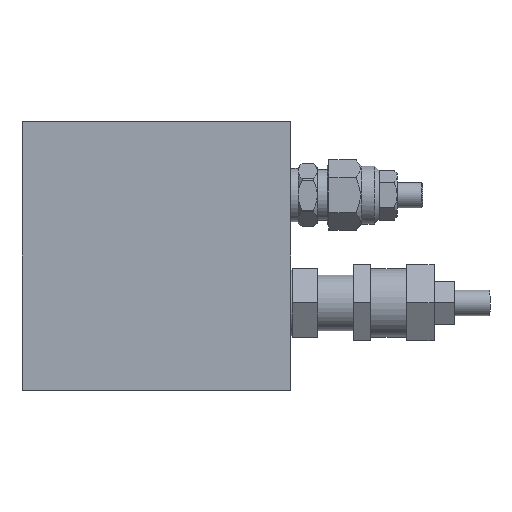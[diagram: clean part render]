
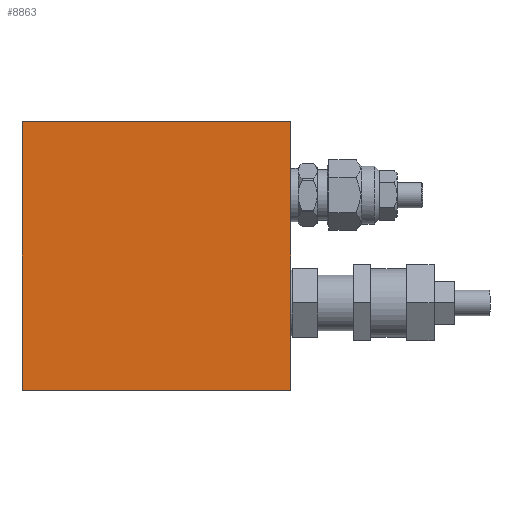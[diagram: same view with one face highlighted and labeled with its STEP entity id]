
A CAD part, left-side view. The second image highlights one B-rep face of the part: STEP entity #8863.
In plain terms, the highlighted planar face has unit normal (-1, 0, 0).
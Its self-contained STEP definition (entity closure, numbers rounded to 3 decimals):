
#740=LINE('',#12890,#1516);
#741=LINE('',#12893,#1517);
#742=LINE('',#12895,#1518);
#743=LINE('',#12897,#1519);
#1516=VECTOR('',#10611,1000.);
#1517=VECTOR('',#10612,1000.);
#1518=VECTOR('',#10613,1000.);
#1519=VECTOR('',#10614,1000.);
#2741=ORIENTED_EDGE('',*,*,#5005,.T.);
#2742=ORIENTED_EDGE('',*,*,#5006,.F.);
#2743=ORIENTED_EDGE('',*,*,#5007,.F.);
#2744=ORIENTED_EDGE('',*,*,#5008,.F.);
#5005=EDGE_CURVE('',#6187,#6188,#740,.T.);
#5006=EDGE_CURVE('',#6189,#6188,#741,.T.);
#5007=EDGE_CURVE('',#6190,#6189,#742,.T.);
#5008=EDGE_CURVE('',#6187,#6190,#743,.T.);
#6187=VERTEX_POINT('',#12891);
#6188=VERTEX_POINT('',#12892);
#6189=VERTEX_POINT('',#12894);
#6190=VERTEX_POINT('',#12896);
#7173=EDGE_LOOP('',(#2741,#2742,#2743,#2744));
#7846=FACE_BOUND('',#7173,.T.);
#8471=PLANE('',#9525);
#8863=ADVANCED_FACE('',(#7846),#8471,.F.);
#9525=AXIS2_PLACEMENT_3D('',#12889,#10609,#10610);
#10609=DIRECTION('',(1.,0.,0.));
#10610=DIRECTION('',(0.,0.,-1.));
#10611=DIRECTION('',(0.,0.,-1.));
#10612=DIRECTION('',(0.,1.,0.));
#10613=DIRECTION('',(0.,0.,-1.));
#10614=DIRECTION('',(0.,-1.,0.));
#12889=CARTESIAN_POINT('',(321.,53.,98.));
#12890=CARTESIAN_POINT('',(321.,106.,98.));
#12891=CARTESIAN_POINT('',(321.,106.,151.));
#12892=CARTESIAN_POINT('',(321.,106.,45.));
#12893=CARTESIAN_POINT('',(321.,53.,45.));
#12894=CARTESIAN_POINT('',(321.,0.,45.));
#12895=CARTESIAN_POINT('',(321.,0.,98.));
#12896=CARTESIAN_POINT('',(321.,0.,151.));
#12897=CARTESIAN_POINT('',(321.,53.,151.));
